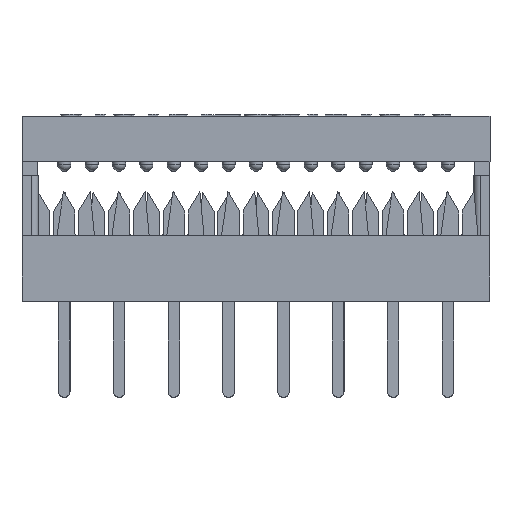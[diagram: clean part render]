
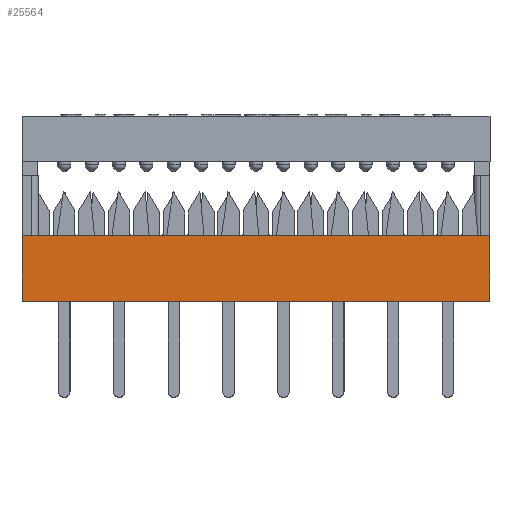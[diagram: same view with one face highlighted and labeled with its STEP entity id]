
A CAD part, top view. The second image highlights one B-rep face of the part: STEP entity #25564.
In plain terms, the highlighted planar face has unit normal (0, 0, 1).
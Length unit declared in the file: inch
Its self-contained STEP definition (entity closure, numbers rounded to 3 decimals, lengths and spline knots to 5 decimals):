
#1496=FACE_OUTER_BOUND('',#2793,.T.);
#2793=EDGE_LOOP('',(#20011,#20012,#20013,#20014));
#5358=LINE('',#36832,#8308);
#5389=LINE('',#36890,#8339);
#5416=LINE('',#36936,#8366);
#5420=LINE('',#36944,#8370);
#8308=VECTOR('',#30593,0.3937);
#8339=VECTOR('',#30652,0.3937);
#8366=VECTOR('',#30681,0.3937);
#8370=VECTOR('',#30691,0.3937);
#10850=VERTEX_POINT('',#36829);
#10851=VERTEX_POINT('',#36831);
#10864=VERTEX_POINT('',#36888);
#10882=VERTEX_POINT('',#36934);
#13843=EDGE_CURVE('',#10851,#10850,#5358,.T.);
#13874=EDGE_CURVE('',#10864,#10850,#5389,.T.);
#13901=EDGE_CURVE('',#10882,#10864,#5416,.T.);
#13905=EDGE_CURVE('',#10851,#10882,#5420,.T.);
#20011=ORIENTED_EDGE('',*,*,#13905,.F.);
#20012=ORIENTED_EDGE('',*,*,#13843,.T.);
#20013=ORIENTED_EDGE('',*,*,#13874,.F.);
#20014=ORIENTED_EDGE('',*,*,#13901,.F.);
#23390=PLANE('',#26974);
#25564=ADVANCED_FACE('',(#1496),#23390,.T.);
#26974=AXIS2_PLACEMENT_3D('',#37557,#31258,#31259);
#30593=DIRECTION('',(0.,-1.,0.));
#30652=DIRECTION('',(-1.,0.,0.));
#30681=DIRECTION('',(0.,-1.,0.));
#30691=DIRECTION('',(1.,0.,0.));
#31258=DIRECTION('center_axis',(0.,0.,1.));
#31259=DIRECTION('ref_axis',(-1.,0.,0.));
#36829=CARTESIAN_POINT('',(-0.92064,-0.115,0.21));
#36831=CARTESIAN_POINT('',(-0.92064,0.005,0.21));
#36832=CARTESIAN_POINT('',(-0.92064,0.005,0.21));
#36888=CARTESIAN_POINT('',(-0.06664,-0.115,0.21));
#36890=CARTESIAN_POINT('',(-0.92064,-0.115,0.21));
#36934=CARTESIAN_POINT('',(-0.06664,0.005,0.21));
#36936=CARTESIAN_POINT('',(-0.06664,0.005,0.21));
#36944=CARTESIAN_POINT('',(-0.92064,0.005,0.21));
#37557=CARTESIAN_POINT('Origin',(-0.06664,0.005,
0.21));
